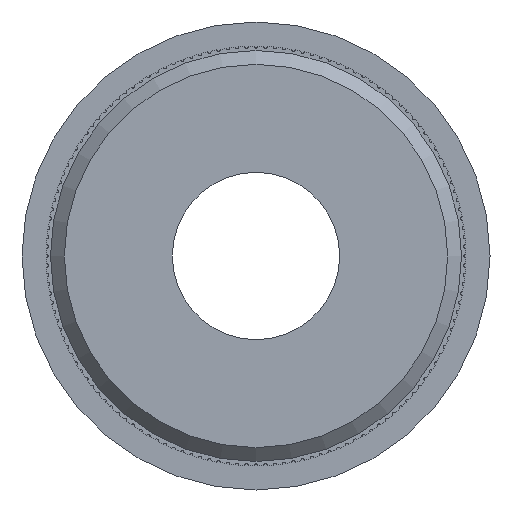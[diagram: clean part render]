
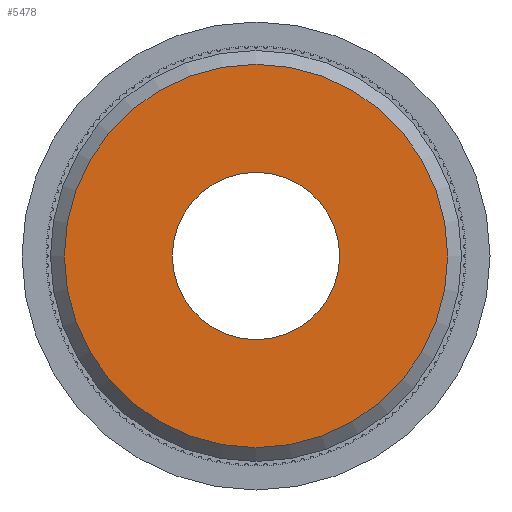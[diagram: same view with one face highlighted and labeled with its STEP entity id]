
A CAD part, front view. The second image highlights one B-rep face of the part: STEP entity #5478.
In plain terms, the highlighted planar face has unit normal (0, -1, 0).
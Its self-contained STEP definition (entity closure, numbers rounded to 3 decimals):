
#22=FACE_BOUND('',#613,.T.);
#26=PLANE('',#6364);
#317=FACE_OUTER_BOUND('',#612,.T.);
#612=EDGE_LOOP('',(#4902));
#613=EDGE_LOOP('',(#4903));
#1186=CIRCLE('',#5503,6.025);
#1757=CIRCLE('',#6362,13.8);
#1758=VERTEX_POINT('',#8381);
#2329=VERTEX_POINT('',#10095);
#2330=EDGE_CURVE('',#1758,#1758,#1186,.T.);
#3186=EDGE_CURVE('',#2329,#2329,#1757,.T.);
#4902=ORIENTED_EDGE('',*,*,#3186,.F.);
#4903=ORIENTED_EDGE('',*,*,#2330,.T.);
#5478=ADVANCED_FACE('',(#317,#22),#26,.F.);
#5503=AXIS2_PLACEMENT_3D('',#8382,#6369,#6370);
#6362=AXIS2_PLACEMENT_3D('',#10097,#8372,#8373);
#6364=AXIS2_PLACEMENT_3D('',#10100,#8377,#8378);
#6369=DIRECTION('center_axis',(0.,1.,0.));
#6370=DIRECTION('ref_axis',(1.,0.,0.));
#8372=DIRECTION('center_axis',(0.,1.,0.));
#8373=DIRECTION('ref_axis',(1.,0.,0.));
#8377=DIRECTION('center_axis',(0.,1.,0.));
#8378=DIRECTION('ref_axis',(0.,0.,1.));
#8381=CARTESIAN_POINT('',(-6.025,0.,0.));
#8382=CARTESIAN_POINT('Origin',(0.,0.,0.));
#10095=CARTESIAN_POINT('',(-13.8,0.,0.));
#10097=CARTESIAN_POINT('Origin',(0.,0.,0.));
#10100=CARTESIAN_POINT('Origin',(0.,0.,0.));
